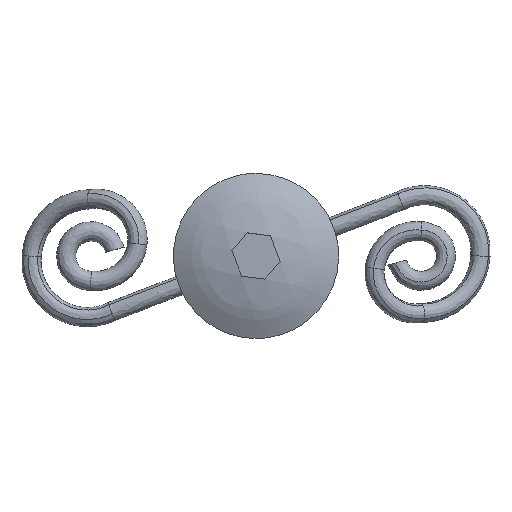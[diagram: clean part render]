
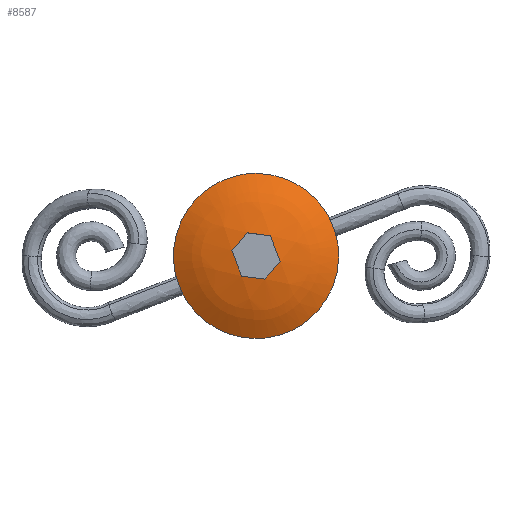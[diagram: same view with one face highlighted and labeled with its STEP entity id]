
A CAD part, top view. The second image highlights one B-rep face of the part: STEP entity #8587.
In plain terms, the highlighted free-form (B-spline) face has degree [2, 2] with [4, 4] control points.
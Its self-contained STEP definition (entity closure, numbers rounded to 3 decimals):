
#6104=CARTESIAN_POINT('',(-0.708,5.958,6.856));
#6105=VERTEX_POINT('',#6104);
#6111=CARTESIAN_POINT('',(6.0,0.0,6.856));
#6112=VERTEX_POINT('',#6111);
#6113=CARTESIAN_POINT('',(-0.708,5.958,6.856));
#6114=CARTESIAN_POINT('',(-0.355,6.0,6.856));
#6115=CARTESIAN_POINT('',(0.0,6.0,6.856));
#6116=CARTESIAN_POINT('',(6.0,6.0,6.856));
#6117=CARTESIAN_POINT('',(6.0,0.0,6.856));
#6125=(BOUNDED_CURVE()B_SPLINE_CURVE(2,(#6113,#6114,#6115,#6116,#6117),.UNSPECIFIED.,.F.,.U.)B_SPLINE_CURVE_WITH_KNOTS((3,2,3),(0.23,0.25,0.5),.UNSPECIFIED.)CURVE()GEOMETRIC_REPRESENTATION_ITEM()RATIONAL_B_SPLINE_CURVE((0.956,0.976,1.0,0.707,1.0))REPRESENTATION_ITEM(''));
#6126=EDGE_CURVE('',#6105,#6112,#6125,.T.);
#6128=CARTESIAN_POINT('',(0.366,-5.989,6.856));
#6129=VERTEX_POINT('',#6128);
#6130=CARTESIAN_POINT('',(6.0,0.0,6.856));
#6131=CARTESIAN_POINT('',(6.0,-5.644,6.856));
#6132=CARTESIAN_POINT('',(0.366,-5.989,6.856));
#6140=(BOUNDED_CURVE()B_SPLINE_CURVE(2,(#6130,#6131,#6132),.UNSPECIFIED.,.F.,.U.)B_SPLINE_CURVE_WITH_KNOTS((3,3),(0.5,0.739),.UNSPECIFIED.)CURVE()GEOMETRIC_REPRESENTATION_ITEM()RATIONAL_B_SPLINE_CURVE((1.0,0.72,0.976))REPRESENTATION_ITEM(''));
#6141=EDGE_CURVE('',#6112,#6129,#6140,.T.);
#6215=CARTESIAN_POINT('',(-6.0,0.0,6.856));
#6216=VERTEX_POINT('',#6215);
#6217=CARTESIAN_POINT('',(0.366,-5.989,6.856));
#6218=CARTESIAN_POINT('',(0.183,-6.0,6.856));
#6219=CARTESIAN_POINT('',(0.0,-6.0,6.856));
#6220=CARTESIAN_POINT('',(-6.0,-6.0,6.856));
#6221=CARTESIAN_POINT('',(-6.0,0.0,6.856));
#6229=(BOUNDED_CURVE()B_SPLINE_CURVE(2,(#6217,#6218,#6219,#6220,#6221),.UNSPECIFIED.,.F.,.U.)B_SPLINE_CURVE_WITH_KNOTS((3,2,3),(0.739,0.75,1.0),.UNSPECIFIED.)CURVE()GEOMETRIC_REPRESENTATION_ITEM()RATIONAL_B_SPLINE_CURVE((0.976,0.988,1.0,0.707,1.0))REPRESENTATION_ITEM(''));
#6230=EDGE_CURVE('',#6129,#6216,#6229,.T.);
#6232=CARTESIAN_POINT('',(-6.0,0.0,6.856));
#6233=CARTESIAN_POINT('',(-6.0,5.329,6.856));
#6234=CARTESIAN_POINT('',(-0.708,5.958,6.856));
#6242=(BOUNDED_CURVE()B_SPLINE_CURVE(2,(#6232,#6233,#6234),.UNSPECIFIED.,.F.,.U.)B_SPLINE_CURVE_WITH_KNOTS((3,3),(0.0,0.23),.UNSPECIFIED.)CURVE()GEOMETRIC_REPRESENTATION_ITEM()RATIONAL_B_SPLINE_CURVE((1.0,0.731,0.956))REPRESENTATION_ITEM(''));
#6243=EDGE_CURVE('',#6216,#6105,#6242,.T.);
#8344=CARTESIAN_POINT('',(0.391,1.757,8.321));
#8345=VERTEX_POINT('',#8344);
#8352=CARTESIAN_POINT('',(1.68,0.645,8.321));
#8353=VERTEX_POINT('',#8352);
#8359=CARTESIAN_POINT('',(0.391,1.757,8.321));
#8360=CARTESIAN_POINT('',(1.036,1.201,8.382));
#8361=CARTESIAN_POINT('',(1.68,0.645,8.321));
#8369=(BOUNDED_CURVE()B_SPLINE_CURVE(2,(#8359,#8360,#8361),.UNSPECIFIED.,.F.,.U.)CURVE()GEOMETRIC_REPRESENTATION_ITEM()QUASI_UNIFORM_CURVE()RATIONAL_B_SPLINE_CURVE((1.0,0.997,1.0))REPRESENTATION_ITEM(''));
#8370=EDGE_CURVE('',#8345,#8353,#8369,.T.);
#8380=CARTESIAN_POINT('',(-1.466,1.044,8.321));
#8381=VERTEX_POINT('',#8380);
#8389=CARTESIAN_POINT('',(-1.466,1.044,8.321));
#8390=CARTESIAN_POINT('',(-0.538,1.4,8.404));
#8391=CARTESIAN_POINT('',(0.391,1.757,8.321));
#8399=(BOUNDED_CURVE()B_SPLINE_CURVE(2,(#8389,#8390,#8391),.UNSPECIFIED.,.F.,.U.)CURVE()GEOMETRIC_REPRESENTATION_ITEM()QUASI_UNIFORM_CURVE()RATIONAL_B_SPLINE_CURVE((1.0,0.997,1.0))REPRESENTATION_ITEM(''));
#8400=EDGE_CURVE('',#8381,#8345,#8399,.T.);
#8410=CARTESIAN_POINT('',(-1.68,-0.645,8.321));
#8411=VERTEX_POINT('',#8410);
#8419=CARTESIAN_POINT('',(-1.68,-0.645,8.321));
#8420=CARTESIAN_POINT('',(-1.573,0.199,8.382));
#8421=CARTESIAN_POINT('',(-1.466,1.044,8.321));
#8429=(BOUNDED_CURVE()B_SPLINE_CURVE(2,(#8419,#8420,#8421),.UNSPECIFIED.,.F.,.U.)CURVE()GEOMETRIC_REPRESENTATION_ITEM()QUASI_UNIFORM_CURVE()RATIONAL_B_SPLINE_CURVE((1.0,0.997,1.0))REPRESENTATION_ITEM(''));
#8430=EDGE_CURVE('',#8411,#8381,#8429,.T.);
#8440=CARTESIAN_POINT('',(-0.391,-1.757,8.321));
#8441=VERTEX_POINT('',#8440);
#8449=CARTESIAN_POINT('',(-0.391,-1.757,8.321));
#8450=CARTESIAN_POINT('',(-1.036,-1.201,8.382));
#8451=CARTESIAN_POINT('',(-1.68,-0.645,8.321));
#8459=(BOUNDED_CURVE()B_SPLINE_CURVE(2,(#8449,#8450,#8451),.UNSPECIFIED.,.F.,.U.)CURVE()GEOMETRIC_REPRESENTATION_ITEM()QUASI_UNIFORM_CURVE()RATIONAL_B_SPLINE_CURVE((1.0,0.997,1.0))REPRESENTATION_ITEM(''));
#8460=EDGE_CURVE('',#8441,#8411,#8459,.T.);
#8470=CARTESIAN_POINT('',(1.466,-1.044,8.321));
#8471=VERTEX_POINT('',#8470);
#8479=CARTESIAN_POINT('',(1.466,-1.044,8.321));
#8480=CARTESIAN_POINT('',(0.538,-1.4,8.404));
#8481=CARTESIAN_POINT('',(-0.391,-1.757,8.321));
#8489=(BOUNDED_CURVE()B_SPLINE_CURVE(2,(#8479,#8480,#8481),.UNSPECIFIED.,.F.,.U.)CURVE()GEOMETRIC_REPRESENTATION_ITEM()QUASI_UNIFORM_CURVE()RATIONAL_B_SPLINE_CURVE((1.0,0.997,1.0))REPRESENTATION_ITEM(''));
#8490=EDGE_CURVE('',#8471,#8441,#8489,.T.);
#8503=CARTESIAN_POINT('',(1.68,0.645,8.321));
#8504=CARTESIAN_POINT('',(1.573,-0.199,8.382));
#8505=CARTESIAN_POINT('',(1.466,-1.044,8.321));
#8513=(BOUNDED_CURVE()B_SPLINE_CURVE(2,(#8503,#8504,#8505),.UNSPECIFIED.,.F.,.U.)CURVE()GEOMETRIC_REPRESENTATION_ITEM()QUASI_UNIFORM_CURVE()RATIONAL_B_SPLINE_CURVE((1.0,0.997,1.0))REPRESENTATION_ITEM(''));
#8514=EDGE_CURVE('',#8353,#8471,#8513,.T.);
#8549=CARTESIAN_POINT('',(-6.031,-6.031,4.919));
#8550=CARTESIAN_POINT('',(-3.254,-6.509,6.547));
#8551=CARTESIAN_POINT('',(3.254,-6.509,6.547));
#8552=CARTESIAN_POINT('',(6.031,-6.031,4.919));
#8553=CARTESIAN_POINT('',(-6.509,-3.254,6.547));
#8554=CARTESIAN_POINT('',(-3.534,-3.534,8.456));
#8555=CARTESIAN_POINT('',(3.534,-3.534,8.456));
#8556=CARTESIAN_POINT('',(6.509,-3.254,6.547));
#8557=CARTESIAN_POINT('',(-6.509,3.254,6.547));
#8558=CARTESIAN_POINT('',(-3.534,3.534,8.456));
#8559=CARTESIAN_POINT('',(3.534,3.534,8.456));
#8560=CARTESIAN_POINT('',(6.509,3.254,6.547));
#8561=CARTESIAN_POINT('',(-6.031,6.031,4.919));
#8562=CARTESIAN_POINT('',(-3.254,6.509,6.547));
#8563=CARTESIAN_POINT('',(3.254,6.509,6.547));
#8564=CARTESIAN_POINT('',(6.031,6.031,4.919));
#8572=(BOUNDED_SURFACE()B_SPLINE_SURFACE(2,2,((#8549,#8553,#8557,#8561),(#8550,#8554,#8558,#8562),(#8551,#8555,#8559,#8563),(#8552,#8556,#8560,#8564)),.UNSPECIFIED.,.F.,.F.,.U.)B_SPLINE_SURFACE_WITH_KNOTS((3,1,3),(3,1,3),(0.0,6.777,13.554),(0.0,6.777,13.554),.UNSPECIFIED.)GEOMETRIC_REPRESENTATION_ITEM()RATIONAL_B_SPLINE_SURFACE(((1.172,1.086,1.086,1.172),(1.086,1.0,1.0,1.086),(1.086,1.0,1.0,1.086),(1.172,1.086,1.086,1.172)))REPRESENTATION_ITEM('')SURFACE());
#8573=ORIENTED_EDGE('',*,*,#6126,.F.);
#8574=ORIENTED_EDGE('',*,*,#6243,.F.);
#8575=ORIENTED_EDGE('',*,*,#6230,.F.);
#8576=ORIENTED_EDGE('',*,*,#6141,.F.);
#8577=EDGE_LOOP('',(#8573,#8574,#8575,#8576));
#8578=FACE_OUTER_BOUND('',#8577,.T.);
#8579=ORIENTED_EDGE('',*,*,#8370,.T.);
#8580=ORIENTED_EDGE('',*,*,#8514,.T.);
#8581=ORIENTED_EDGE('',*,*,#8490,.T.);
#8582=ORIENTED_EDGE('',*,*,#8460,.T.);
#8583=ORIENTED_EDGE('',*,*,#8430,.T.);
#8584=ORIENTED_EDGE('',*,*,#8400,.T.);
#8585=EDGE_LOOP('',(#8579,#8580,#8581,#8582,#8583,#8584));
#8586=FACE_BOUND('',#8585,.T.);
#8587=ADVANCED_FACE('',(#8578,#8586),#8572,.T.);
